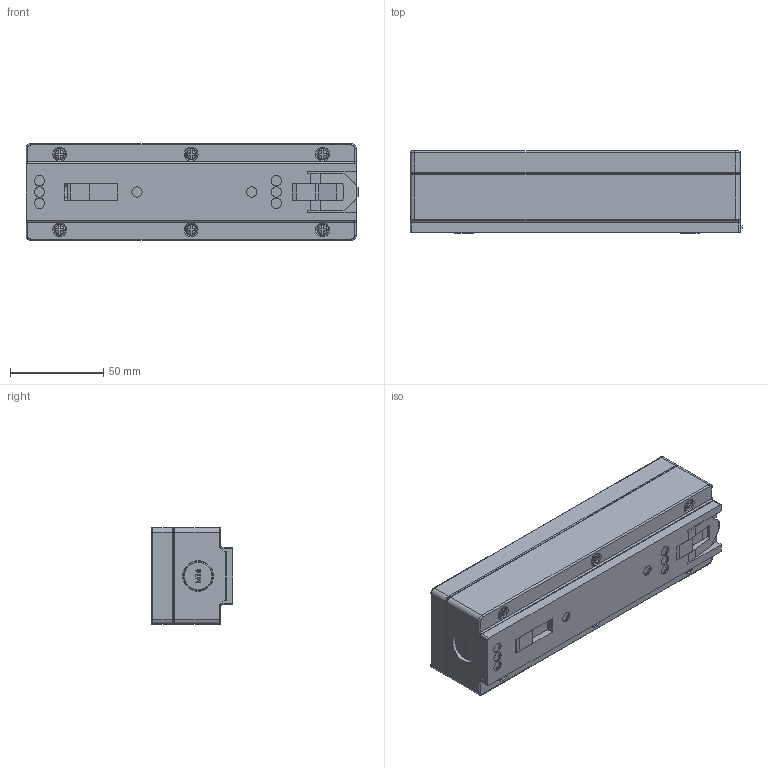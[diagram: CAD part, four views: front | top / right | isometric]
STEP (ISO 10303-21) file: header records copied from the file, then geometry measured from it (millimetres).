
FILE_DESCRIPTION(/* description */ (''),/* implementation_level */ '2;1');
FILE_NAME(/* name */ 'PXD4.stp',/* time_stamp */ '2021-03-04T12:05:23+01:00',/* author */ ('thagel'),/* organization */ (''),/* preprocessor_version */ 'ST-DEVELOPER v17.2',/* originating_system */ 'Autodesk Inventor 2019',/* authorisation */ '');
FILE_SCHEMA (('AUTOMOTIVE_DESIGN { 1 0 10303 214 3 1 1 }'));
Length unit declared in the file: millimetre
Products named in the file (1): PXD4 A03.1598.3
Bounding box: 178 x 43.95 x 52 mm (x, y, z)
Volume: 215207.8 mm3; surface area: 71914 mm2
Topology: 1 solids, 1 shells, 782 faces, 2147 edges, 1387 vertices
Faces by surface type: plane 463, cylinder 187, cone 79, torus 32, sphere 12, bspline 9
Full cylindrical faces by diameter (mm): 1.79 x10, 5.5 x8, 6.5 x6, 10.4 x2, 16.5 x1
Entity records: 25318 total; most frequent: CARTESIAN_POINT 5048, ORIENTED_EDGE 4294, DIRECTION 4249, EDGE_CURVE 2147, AXIS2_PLACEMENT_3D 1446, VERTEX_POINT 1387, LINE 1357, VECTOR 1357
